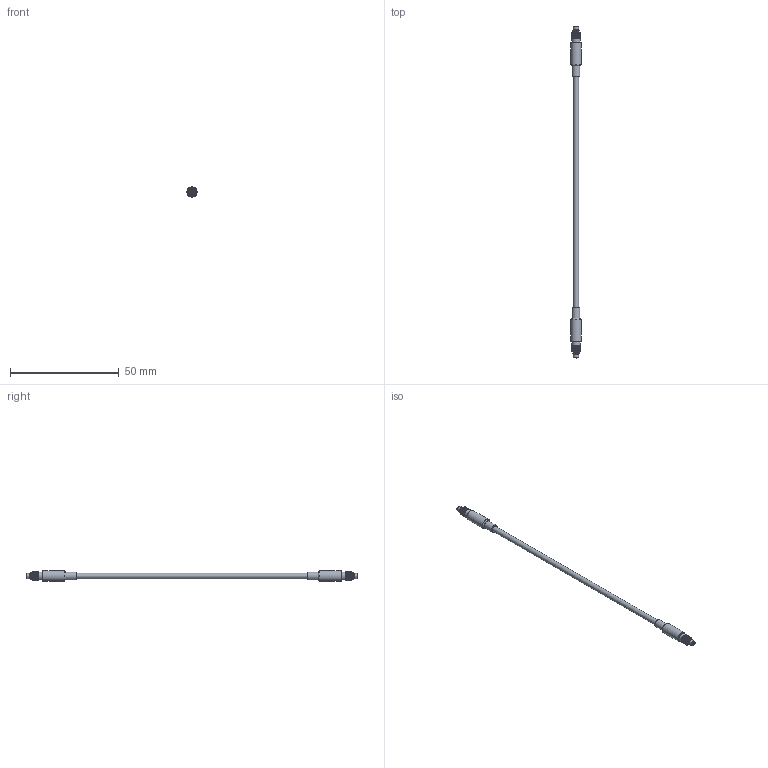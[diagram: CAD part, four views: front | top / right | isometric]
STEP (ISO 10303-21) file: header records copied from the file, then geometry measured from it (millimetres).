
FILE_DESCRIPTION(/* description */ ('Unknown'),/* implementation_level */ '2;1');
FILE_NAME(/* name */ '65560560515305',/* time_stamp */ '2019-05-07T10:29:27+02:00',/* author */ ('Unknown'),/* organization */ ('Unknown'),/* preprocessor_version */ 'ST-DEVELOPER v16.7',/* originating_system */ 'DEX',/* authorisation */ $);
FILE_SCHEMA (('AUTOMOTIVE_DESIGN {1 0 10303 214 3 1 1}'));
Products named in the file (1): 65560560515305
Bounding box: 4.8 x 152.4 x 4.8 mm (x, y, z)
Volume: 1183.7 mm3; surface area: 1585 mm2
Topology: 1 solids, 1 shells, 2541 faces, 5119 edges, 2598 vertices
Faces by surface type: bspline 1920, cylinder 503, plane 102, cone 10, torus 6
Full cylindrical faces by diameter (mm): 0.4 x2, 1.28 x2, 1.55 x2, 2 x2, 2.38 x2, 2.6 x1, 2.7 x2, 3.6 x2, 4 x2, 4.8 x2
Entity records: 111458 total; most frequent: CARTESIAN_POINT 62948, ORIENTED_EDGE 10152, EDGE_CURVE 5076, EDGE_LOOP 2590, FACE_BOUND 2590, VERTEX_POINT 2586, STYLED_ITEM 2541, PRESENTATION_STYLE_ASSIGNMENT 2541
